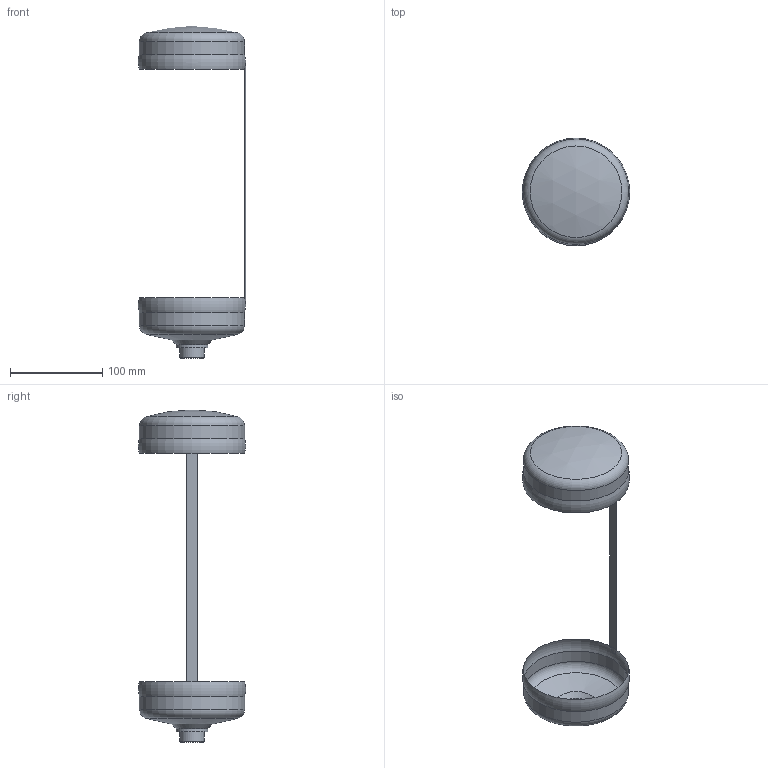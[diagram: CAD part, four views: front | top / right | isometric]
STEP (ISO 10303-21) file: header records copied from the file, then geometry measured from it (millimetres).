
FILE_DESCRIPTION((''),'2;1');
FILE_NAME('3D_calval3L.stp','2011-11-25T09:05:47',('ignacio'),(''),'Autodesk Inventor 2009','Autodesk Inventor 2009','');
FILE_SCHEMA(('AUTOMOTIVE_DESIGN { 1 0 10303 214 1 1 1 1 }'));
Length unit declared in the file: millimetre
Products named in the file (1): 3D_calval3L
Bounding box: 116.42 x 116.31 x 360 mm (x, y, z)
Volume: 1711713.3 mm3; surface area: 54993.8 mm2
Topology: 1 solids, 1 shells, 20 faces, 46 edges, 28 vertices
Faces by surface type: plane 6, cylinder 5, torus 4, cone 3, sphere 2
Full cylindrical faces by diameter (mm): 26.441 x1, 114 x3
Entity records: 542 total; most frequent: CARTESIAN_POINT 141, DIRECTION 82, ORIENTED_EDGE 60, AXIS2_PLACEMENT_3D 39, EDGE_LOOP 32, EDGE_CURVE 30, VERTEX_POINT 22, FACE_OUTER_BOUND 20
